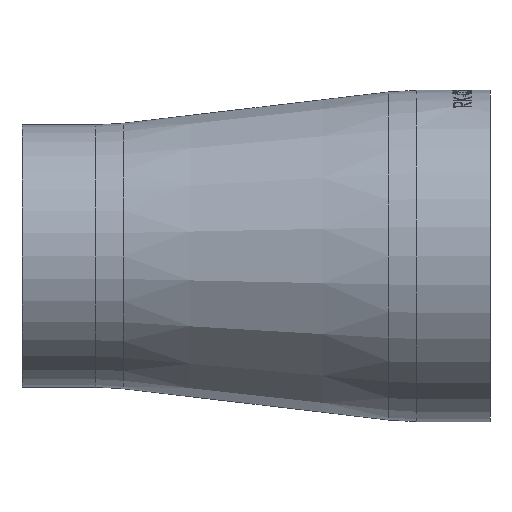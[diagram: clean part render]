
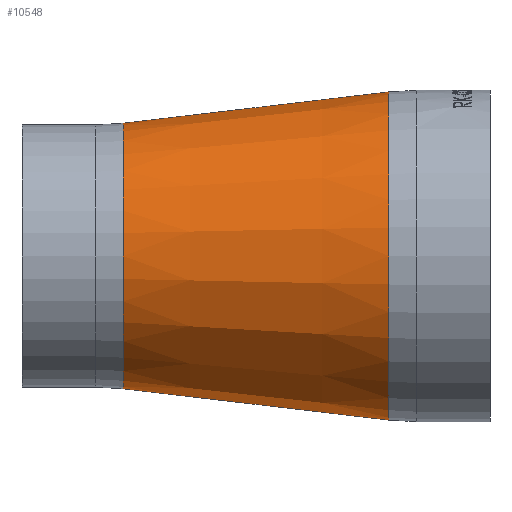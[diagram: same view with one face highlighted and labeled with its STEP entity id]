
A CAD part, left-side view. The second image highlights one B-rep face of the part: STEP entity #10548.
In plain terms, the highlighted conical face has half-angle 6.718 degrees and reference radius 10.78 mm.
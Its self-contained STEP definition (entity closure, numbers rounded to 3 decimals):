
#111 = EDGE_LOOP ( 'NONE', ( #4118 ) ) ;
#733 = AXIS2_PLACEMENT_3D ( 'NONE', #820, #3363, #1606 ) ;
#820 = CARTESIAN_POINT ( 'NONE',  ( 0., 29.777, 0. ) ) ;
#1115 = EDGE_CURVE ( 'NONE', #10772, #10772, #10268, .T. ) ;
#1606 = DIRECTION ( 'NONE',  ( 0., 0., -1. ) ) ;
#1724 = ORIENTED_EDGE ( 'NONE', *, *, #1115, .F. ) ;
#1736 = CARTESIAN_POINT ( 'NONE',  ( 0., 29.777, -10.78 ) ) ;
#2065 = CIRCLE ( 'NONE', #2779, 10.78 ) ;
#2460 = CARTESIAN_POINT ( 'NONE',  ( 0., 8.223, -13.32 ) ) ;
#2768 = AXIS2_PLACEMENT_3D ( 'NONE', #6480, #8303, #8974 ) ;
#2779 = AXIS2_PLACEMENT_3D ( 'NONE', #6942, #9604, #10426 ) ;
#3363 = DIRECTION ( 'NONE',  ( 0., -1., 0. ) ) ;
#4118 = ORIENTED_EDGE ( 'NONE', *, *, #10739, .T. ) ;
#4208 = FACE_OUTER_BOUND ( 'NONE', #5911, .T. ) ;
#5239 = CONICAL_SURFACE ( 'NONE', #733, 10.78, 0.117 ) ;
#5769 = VERTEX_POINT ( 'NONE', #1736 ) ;
#5911 = EDGE_LOOP ( 'NONE', ( #1724 ) ) ;
#6480 = CARTESIAN_POINT ( 'NONE',  ( 0., 8.223, 0. ) ) ;
#6942 = CARTESIAN_POINT ( 'NONE',  ( 0., 29.777, 0. ) ) ;
#8303 = DIRECTION ( 'NONE',  ( 0., -1., 0. ) ) ;
#8974 = DIRECTION ( 'NONE',  ( 0., 0., -1. ) ) ;
#9604 = DIRECTION ( 'NONE',  ( 0., -1., 0. ) ) ;
#9973 = FACE_BOUND ( 'NONE', #111, .T. ) ;
#10268 = CIRCLE ( 'NONE', #2768, 13.32 ) ;
#10426 = DIRECTION ( 'NONE',  ( 0., 0., -1. ) ) ;
#10548 = ADVANCED_FACE ( 'NONE', ( #4208, #9973 ), #5239, .T. ) ;
#10739 = EDGE_CURVE ( 'NONE', #5769, #5769, #2065, .T. ) ;
#10772 = VERTEX_POINT ( 'NONE', #2460 ) ;
